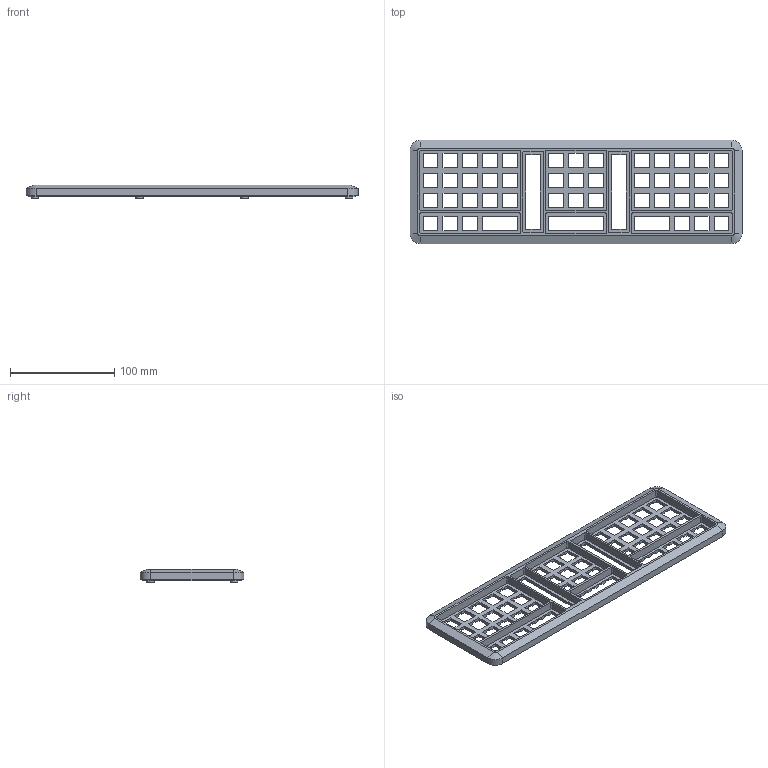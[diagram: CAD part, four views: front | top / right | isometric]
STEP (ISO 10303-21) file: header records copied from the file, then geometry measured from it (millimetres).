
FILE_DESCRIPTION(('FreeCAD Model'),'2;1');
FILE_NAME('Open CASCADE Shape Model','2023-03-17T16:24:45',(''),(''), 'Open CASCADE STEP processor 7.6','FreeCAD','Unknown');
FILE_SCHEMA(('AUTOMOTIVE_DESIGN { 1 0 10303 214 1 1 1 1 }'));
Length unit declared in the file: millimetre
Products named in the file (1): top
Bounding box: 317.75 x 99.2 x 13 mm (x, y, z)
Volume: 114805.8 mm3; surface area: 70285.1 mm2
Topology: 1 solids, 1 shells, 807 faces, 2330 edges, 1548 vertices
Faces by surface type: plane 742, cylinder 57, cone 8
Full cylindrical faces by diameter (mm): 3.4 x8, 7 x8
Entity records: 26264 total; most frequent: CARTESIAN_POINT 4686, ORIENTED_EDGE 4660, DIRECTION 4072, EDGE_CURVE 2330, LINE 2204, VECTOR 2204, VERTEX_POINT 1548, AXIS2_PLACEMENT_3D 934
